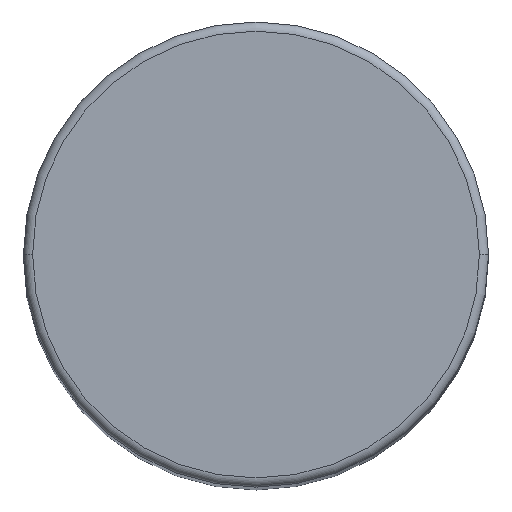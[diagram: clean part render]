
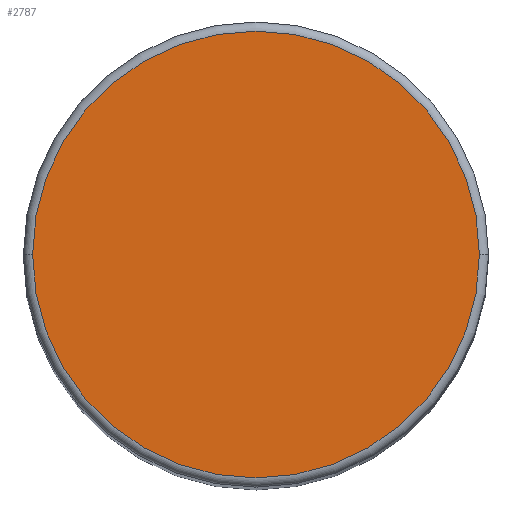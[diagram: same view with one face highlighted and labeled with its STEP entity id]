
A CAD part, top view. The second image highlights one B-rep face of the part: STEP entity #2787.
In plain terms, the highlighted planar face has unit normal (0, 0, 1).
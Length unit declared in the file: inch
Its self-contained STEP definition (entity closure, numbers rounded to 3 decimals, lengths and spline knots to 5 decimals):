
#1=CARTESIAN_POINT('',(0.,0.,0.));
#2=DIRECTION('',(0.,0.,1.));
#3=DIRECTION('',(-1.,0.,0.));
#4=AXIS2_PLACEMENT_3D('',#1,#2,#3);
#6=CARTESIAN_POINT('',(0.,0.,0.));
#7=DIRECTION('',(0.,0.,1.));
#8=DIRECTION('',(1.,0.,0.));
#9=AXIS2_PLACEMENT_3D('',#6,#7,#8);
#2616=CARTESIAN_POINT('',(-0.48031,0.,0.));
#2617=CARTESIAN_POINT('',(0.48031,0.,0.));
#2618=VERTEX_POINT('',#2616);
#2619=VERTEX_POINT('',#2617);
#2776=CARTESIAN_POINT('',(0.,0.,0.));
#2777=DIRECTION('',(0.,0.,1.));
#2778=DIRECTION('',(1.,0.,0.));
#2779=AXIS2_PLACEMENT_3D('',#2776,#2777,#2778);
#2780=PLANE('',#2779);
#2782=ORIENTED_EDGE('',*,*,#2781,.F.);
#2784=ORIENTED_EDGE('',*,*,#2783,.F.);
#2785=EDGE_LOOP('',(#2782,#2784));
#2786=FACE_OUTER_BOUND('',#2785,.F.);
#2787=ADVANCED_FACE('',(#2786),#2780,.T.);
#5=CIRCLE('',#4,0.48031);
#10=CIRCLE('',#9,0.48031);
#2781=EDGE_CURVE('',#2618,#2619,#5,.T.);
#2783=EDGE_CURVE('',#2619,#2618,#10,.T.);
